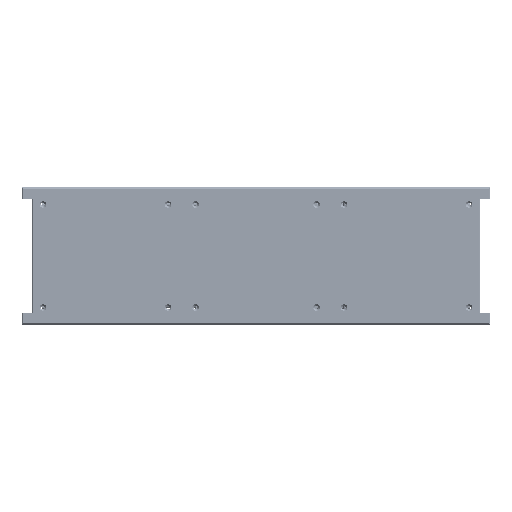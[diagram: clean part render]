
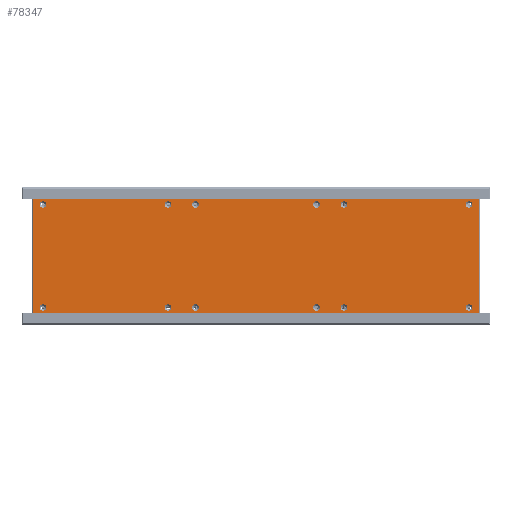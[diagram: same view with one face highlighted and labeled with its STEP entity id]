
A CAD part, left-side view. The second image highlights one B-rep face of the part: STEP entity #78347.
In plain terms, the highlighted face is planar.
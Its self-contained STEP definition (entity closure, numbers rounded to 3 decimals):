
#77776=DIRECTION('',(1.,0.,0.));
#77777=VECTOR('',#77776,325.);
#77778=CARTESIAN_POINT('',(0.,0.,0.8));
#77779=LINE('',#77778,#77777);
#77780=DIRECTION('',(0.,-1.,0.));
#77781=VECTOR('',#77780,82.6);
#77782=CARTESIAN_POINT('',(0.,82.6,0.8));
#77783=LINE('',#77782,#77781);
#77784=DIRECTION('',(-1.,0.,0.));
#77785=VECTOR('',#77784,325.);
#77786=CARTESIAN_POINT('',(325.,82.6,0.8));
#77787=LINE('',#77786,#77785);
#77788=DIRECTION('',(0.,1.,0.));
#77789=VECTOR('',#77788,82.6);
#77790=CARTESIAN_POINT('',(325.,0.,0.8));
#77791=LINE('',#77790,#77789);
#77792=CARTESIAN_POINT('',(317.5,78.8,0.8));
#77793=DIRECTION('',(0.,0.,-1.));
#77794=DIRECTION('',(1.,0.,0.));
#77795=AXIS2_PLACEMENT_3D('',#77792,#77793,#77794);
#77797=CARTESIAN_POINT('',(317.5,78.8,0.8));
#77798=DIRECTION('',(0.,0.,-1.));
#77799=DIRECTION('',(-1.,0.,0.));
#77800=AXIS2_PLACEMENT_3D('',#77797,#77798,#77799);
#77802=CARTESIAN_POINT('',(317.5,3.8,0.8));
#77803=DIRECTION('',(0.,0.,-1.));
#77804=DIRECTION('',(1.,0.,0.));
#77805=AXIS2_PLACEMENT_3D('',#77802,#77803,#77804);
#77807=CARTESIAN_POINT('',(317.5,3.8,0.8));
#77808=DIRECTION('',(0.,0.,-1.));
#77809=DIRECTION('',(-1.,0.,0.));
#77810=AXIS2_PLACEMENT_3D('',#77807,#77808,#77809);
#77812=CARTESIAN_POINT('',(226.5,78.8,0.8));
#77813=DIRECTION('',(0.,0.,-1.));
#77814=DIRECTION('',(1.,0.,0.));
#77815=AXIS2_PLACEMENT_3D('',#77812,#77813,#77814);
#77817=CARTESIAN_POINT('',(226.5,78.8,0.8));
#77818=DIRECTION('',(0.,0.,-1.));
#77819=DIRECTION('',(-1.,0.,0.));
#77820=AXIS2_PLACEMENT_3D('',#77817,#77818,#77819);
#77822=CARTESIAN_POINT('',(206.5,78.8,0.8));
#77823=DIRECTION('',(0.,0.,-1.));
#77824=DIRECTION('',(1.,0.,0.));
#77825=AXIS2_PLACEMENT_3D('',#77822,#77823,#77824);
#77827=CARTESIAN_POINT('',(206.5,78.8,0.8));
#77828=DIRECTION('',(0.,0.,-1.));
#77829=DIRECTION('',(-1.,0.,0.));
#77830=AXIS2_PLACEMENT_3D('',#77827,#77828,#77829);
#77832=CARTESIAN_POINT('',(118.5,78.8,0.8));
#77833=DIRECTION('',(0.,0.,-1.));
#77834=DIRECTION('',(1.,0.,0.));
#77835=AXIS2_PLACEMENT_3D('',#77832,#77833,#77834);
#77837=CARTESIAN_POINT('',(118.5,78.8,0.8));
#77838=DIRECTION('',(0.,0.,-1.));
#77839=DIRECTION('',(-1.,0.,0.));
#77840=AXIS2_PLACEMENT_3D('',#77837,#77838,#77839);
#77842=CARTESIAN_POINT('',(226.5,3.8,0.8));
#77843=DIRECTION('',(0.,0.,-1.));
#77844=DIRECTION('',(1.,0.,0.));
#77845=AXIS2_PLACEMENT_3D('',#77842,#77843,#77844);
#77847=CARTESIAN_POINT('',(226.5,3.8,0.8));
#77848=DIRECTION('',(0.,0.,-1.));
#77849=DIRECTION('',(-1.,0.,0.));
#77850=AXIS2_PLACEMENT_3D('',#77847,#77848,#77849);
#77852=CARTESIAN_POINT('',(206.5,3.8,0.8));
#77853=DIRECTION('',(0.,0.,-1.));
#77854=DIRECTION('',(1.,0.,0.));
#77855=AXIS2_PLACEMENT_3D('',#77852,#77853,#77854);
#77857=CARTESIAN_POINT('',(206.5,3.8,0.8));
#77858=DIRECTION('',(0.,0.,-1.));
#77859=DIRECTION('',(-1.,0.,0.));
#77860=AXIS2_PLACEMENT_3D('',#77857,#77858,#77859);
#77862=CARTESIAN_POINT('',(118.5,3.8,0.8));
#77863=DIRECTION('',(0.,0.,-1.));
#77864=DIRECTION('',(1.,0.,0.));
#77865=AXIS2_PLACEMENT_3D('',#77862,#77863,#77864);
#77867=CARTESIAN_POINT('',(118.5,3.8,0.8));
#77868=DIRECTION('',(0.,0.,-1.));
#77869=DIRECTION('',(-1.,0.,0.));
#77870=AXIS2_PLACEMENT_3D('',#77867,#77868,#77869);
#77872=CARTESIAN_POINT('',(98.5,3.8,0.8));
#77873=DIRECTION('',(0.,0.,-1.));
#77874=DIRECTION('',(1.,0.,0.));
#77875=AXIS2_PLACEMENT_3D('',#77872,#77873,#77874);
#77877=CARTESIAN_POINT('',(98.5,3.8,0.8));
#77878=DIRECTION('',(0.,0.,-1.));
#77879=DIRECTION('',(-1.,0.,0.));
#77880=AXIS2_PLACEMENT_3D('',#77877,#77878,#77879);
#77882=CARTESIAN_POINT('',(7.5,3.8,0.8));
#77883=DIRECTION('',(0.,0.,-1.));
#77884=DIRECTION('',(1.,0.,0.));
#77885=AXIS2_PLACEMENT_3D('',#77882,#77883,#77884);
#77887=CARTESIAN_POINT('',(7.5,3.8,0.8));
#77888=DIRECTION('',(0.,0.,-1.));
#77889=DIRECTION('',(-1.,0.,0.));
#77890=AXIS2_PLACEMENT_3D('',#77887,#77888,#77889);
#77892=CARTESIAN_POINT('',(98.5,78.8,0.8));
#77893=DIRECTION('',(0.,0.,-1.));
#77894=DIRECTION('',(-1.,0.,0.));
#77895=AXIS2_PLACEMENT_3D('',#77892,#77893,#77894);
#77897=CARTESIAN_POINT('',(98.5,78.8,0.8));
#77898=DIRECTION('',(0.,0.,-1.));
#77899=DIRECTION('',(1.,0.,0.));
#77900=AXIS2_PLACEMENT_3D('',#77897,#77898,#77899);
#77902=CARTESIAN_POINT('',(7.5,78.8,0.8));
#77903=DIRECTION('',(0.,0.,-1.));
#77904=DIRECTION('',(1.,0.,0.));
#77905=AXIS2_PLACEMENT_3D('',#77902,#77903,#77904);
#77907=CARTESIAN_POINT('',(7.5,78.8,0.8));
#77908=DIRECTION('',(0.,0.,-1.));
#77909=DIRECTION('',(-1.,0.,0.));
#77910=AXIS2_PLACEMENT_3D('',#77907,#77908,#77909);
#78016=CARTESIAN_POINT('',(0.,0.,0.8));
#78017=CARTESIAN_POINT('',(325.,0.,0.8));
#78018=VERTEX_POINT('',#78016);
#78019=VERTEX_POINT('',#78017);
#78020=CARTESIAN_POINT('',(325.,82.6,0.8));
#78021=VERTEX_POINT('',#78020);
#78022=CARTESIAN_POINT('',(0.,82.6,0.8));
#78023=VERTEX_POINT('',#78022);
#78024=CARTESIAN_POINT('',(319.9,78.8,0.8));
#78025=CARTESIAN_POINT('',(315.1,78.8,0.8));
#78026=VERTEX_POINT('',#78024);
#78027=VERTEX_POINT('',#78025);
#78032=CARTESIAN_POINT('',(319.9,3.8,0.8));
#78033=CARTESIAN_POINT('',(315.1,3.8,0.8));
#78034=VERTEX_POINT('',#78032);
#78035=VERTEX_POINT('',#78033);
#78040=CARTESIAN_POINT('',(228.9,78.8,0.8));
#78041=CARTESIAN_POINT('',(224.1,78.8,0.8));
#78042=VERTEX_POINT('',#78040);
#78043=VERTEX_POINT('',#78041);
#78048=CARTESIAN_POINT('',(208.9,78.8,0.8));
#78049=CARTESIAN_POINT('',(204.1,78.8,0.8));
#78050=VERTEX_POINT('',#78048);
#78051=VERTEX_POINT('',#78049);
#78056=CARTESIAN_POINT('',(120.9,78.8,0.8));
#78057=CARTESIAN_POINT('',(116.1,78.8,0.8));
#78058=VERTEX_POINT('',#78056);
#78059=VERTEX_POINT('',#78057);
#78064=CARTESIAN_POINT('',(228.9,3.8,0.8));
#78065=CARTESIAN_POINT('',(224.1,3.8,0.8));
#78066=VERTEX_POINT('',#78064);
#78067=VERTEX_POINT('',#78065);
#78072=CARTESIAN_POINT('',(208.9,3.8,0.8));
#78073=CARTESIAN_POINT('',(204.1,3.8,0.8));
#78074=VERTEX_POINT('',#78072);
#78075=VERTEX_POINT('',#78073);
#78080=CARTESIAN_POINT('',(120.9,3.8,0.8));
#78081=CARTESIAN_POINT('',(116.1,3.8,0.8));
#78082=VERTEX_POINT('',#78080);
#78083=VERTEX_POINT('',#78081);
#78088=CARTESIAN_POINT('',(100.9,3.8,0.8));
#78089=CARTESIAN_POINT('',(96.1,3.8,0.8));
#78090=VERTEX_POINT('',#78088);
#78091=VERTEX_POINT('',#78089);
#78096=CARTESIAN_POINT('',(9.9,3.8,0.8));
#78097=CARTESIAN_POINT('',(5.1,3.8,0.8));
#78098=VERTEX_POINT('',#78096);
#78099=VERTEX_POINT('',#78097);
#78104=CARTESIAN_POINT('',(96.1,78.8,0.8));
#78105=CARTESIAN_POINT('',(100.9,78.8,0.8));
#78106=VERTEX_POINT('',#78104);
#78107=VERTEX_POINT('',#78105);
#78112=CARTESIAN_POINT('',(9.9,78.8,0.8));
#78113=CARTESIAN_POINT('',(5.1,78.8,0.8));
#78114=VERTEX_POINT('',#78112);
#78115=VERTEX_POINT('',#78113);
#78264=CARTESIAN_POINT('',(0.,0.,0.8));
#78265=DIRECTION('',(0.,0.,1.));
#78266=DIRECTION('',(1.,0.,0.));
#78267=AXIS2_PLACEMENT_3D('',#78264,#78265,#78266);
#78268=PLANE('',#78267);
#78269=ORIENTED_EDGE('',*,*,#78216,.F.);
#78270=ORIENTED_EDGE('',*,*,#78231,.F.);
#78271=ORIENTED_EDGE('',*,*,#78245,.F.);
#78272=ORIENTED_EDGE('',*,*,#78258,.F.);
#78273=EDGE_LOOP('',(#78269,#78270,#78271,#78272));
#78274=FACE_OUTER_BOUND('',#78273,.F.);
#78276=ORIENTED_EDGE('',*,*,#78275,.F.);
#78278=ORIENTED_EDGE('',*,*,#78277,.F.);
#78279=EDGE_LOOP('',(#78276,#78278));
#78280=FACE_BOUND('',#78279,.F.);
#78282=ORIENTED_EDGE('',*,*,#78281,.F.);
#78284=ORIENTED_EDGE('',*,*,#78283,.F.);
#78285=EDGE_LOOP('',(#78282,#78284));
#78286=FACE_BOUND('',#78285,.F.);
#78288=ORIENTED_EDGE('',*,*,#78287,.F.);
#78290=ORIENTED_EDGE('',*,*,#78289,.F.);
#78291=EDGE_LOOP('',(#78288,#78290));
#78292=FACE_BOUND('',#78291,.F.);
#78294=ORIENTED_EDGE('',*,*,#78293,.F.);
#78296=ORIENTED_EDGE('',*,*,#78295,.F.);
#78297=EDGE_LOOP('',(#78294,#78296));
#78298=FACE_BOUND('',#78297,.F.);
#78300=ORIENTED_EDGE('',*,*,#78299,.F.);
#78302=ORIENTED_EDGE('',*,*,#78301,.F.);
#78303=EDGE_LOOP('',(#78300,#78302));
#78304=FACE_BOUND('',#78303,.F.);
#78306=ORIENTED_EDGE('',*,*,#78305,.F.);
#78308=ORIENTED_EDGE('',*,*,#78307,.F.);
#78309=EDGE_LOOP('',(#78306,#78308));
#78310=FACE_BOUND('',#78309,.F.);
#78312=ORIENTED_EDGE('',*,*,#78311,.F.);
#78314=ORIENTED_EDGE('',*,*,#78313,.F.);
#78315=EDGE_LOOP('',(#78312,#78314));
#78316=FACE_BOUND('',#78315,.F.);
#78318=ORIENTED_EDGE('',*,*,#78317,.F.);
#78320=ORIENTED_EDGE('',*,*,#78319,.F.);
#78321=EDGE_LOOP('',(#78318,#78320));
#78322=FACE_BOUND('',#78321,.F.);
#78324=ORIENTED_EDGE('',*,*,#78323,.F.);
#78326=ORIENTED_EDGE('',*,*,#78325,.F.);
#78327=EDGE_LOOP('',(#78324,#78326));
#78328=FACE_BOUND('',#78327,.F.);
#78330=ORIENTED_EDGE('',*,*,#78329,.F.);
#78332=ORIENTED_EDGE('',*,*,#78331,.F.);
#78333=EDGE_LOOP('',(#78330,#78332));
#78334=FACE_BOUND('',#78333,.F.);
#78336=ORIENTED_EDGE('',*,*,#78335,.F.);
#78338=ORIENTED_EDGE('',*,*,#78337,.F.);
#78339=EDGE_LOOP('',(#78336,#78338));
#78340=FACE_BOUND('',#78339,.F.);
#78342=ORIENTED_EDGE('',*,*,#78341,.F.);
#78344=ORIENTED_EDGE('',*,*,#78343,.F.);
#78345=EDGE_LOOP('',(#78342,#78344));
#78346=FACE_BOUND('',#78345,.F.);
#78347=ADVANCED_FACE('',(#78274,#78280,#78286,#78292,#78298,#78304,#78310,
#78316,#78322,#78328,#78334,#78340,#78346),#78268,.T.);
#77796=CIRCLE('',#77795,2.4);
#77801=CIRCLE('',#77800,2.4);
#77806=CIRCLE('',#77805,2.4);
#77811=CIRCLE('',#77810,2.4);
#77816=CIRCLE('',#77815,2.4);
#77821=CIRCLE('',#77820,2.4);
#77826=CIRCLE('',#77825,2.4);
#77831=CIRCLE('',#77830,2.4);
#77836=CIRCLE('',#77835,2.4);
#77841=CIRCLE('',#77840,2.4);
#77846=CIRCLE('',#77845,2.4);
#77851=CIRCLE('',#77850,2.4);
#77856=CIRCLE('',#77855,2.4);
#77861=CIRCLE('',#77860,2.4);
#77866=CIRCLE('',#77865,2.4);
#77871=CIRCLE('',#77870,2.4);
#77876=CIRCLE('',#77875,2.4);
#77881=CIRCLE('',#77880,2.4);
#77886=CIRCLE('',#77885,2.4);
#77891=CIRCLE('',#77890,2.4);
#77896=CIRCLE('',#77895,2.4);
#77901=CIRCLE('',#77900,2.4);
#77906=CIRCLE('',#77905,2.4);
#77911=CIRCLE('',#77910,2.4);
#78216=EDGE_CURVE('',#78018,#78019,#77779,.T.);
#78231=EDGE_CURVE('',#78023,#78018,#77783,.T.);
#78245=EDGE_CURVE('',#78021,#78023,#77787,.T.);
#78258=EDGE_CURVE('',#78019,#78021,#77791,.T.);
#78275=EDGE_CURVE('',#78026,#78027,#77796,.T.);
#78277=EDGE_CURVE('',#78027,#78026,#77801,.T.);
#78281=EDGE_CURVE('',#78034,#78035,#77806,.T.);
#78283=EDGE_CURVE('',#78035,#78034,#77811,.T.);
#78287=EDGE_CURVE('',#78042,#78043,#77816,.T.);
#78289=EDGE_CURVE('',#78043,#78042,#77821,.T.);
#78293=EDGE_CURVE('',#78050,#78051,#77826,.T.);
#78295=EDGE_CURVE('',#78051,#78050,#77831,.T.);
#78299=EDGE_CURVE('',#78058,#78059,#77836,.T.);
#78301=EDGE_CURVE('',#78059,#78058,#77841,.T.);
#78305=EDGE_CURVE('',#78066,#78067,#77846,.T.);
#78307=EDGE_CURVE('',#78067,#78066,#77851,.T.);
#78311=EDGE_CURVE('',#78074,#78075,#77856,.T.);
#78313=EDGE_CURVE('',#78075,#78074,#77861,.T.);
#78317=EDGE_CURVE('',#78082,#78083,#77866,.T.);
#78319=EDGE_CURVE('',#78083,#78082,#77871,.T.);
#78323=EDGE_CURVE('',#78090,#78091,#77876,.T.);
#78325=EDGE_CURVE('',#78091,#78090,#77881,.T.);
#78329=EDGE_CURVE('',#78098,#78099,#77886,.T.);
#78331=EDGE_CURVE('',#78099,#78098,#77891,.T.);
#78335=EDGE_CURVE('',#78106,#78107,#77896,.T.);
#78337=EDGE_CURVE('',#78107,#78106,#77901,.T.);
#78341=EDGE_CURVE('',#78114,#78115,#77906,.T.);
#78343=EDGE_CURVE('',#78115,#78114,#77911,.T.);
